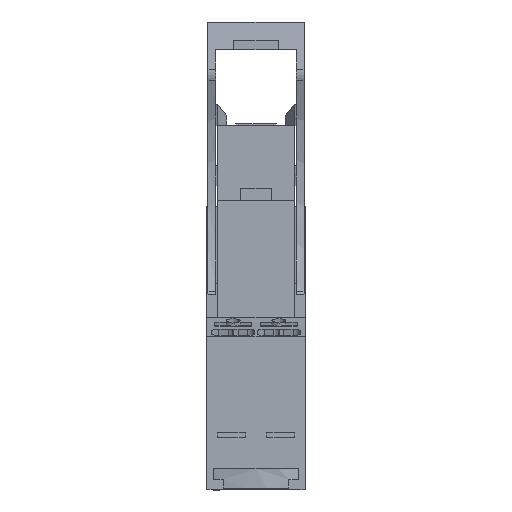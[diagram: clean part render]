
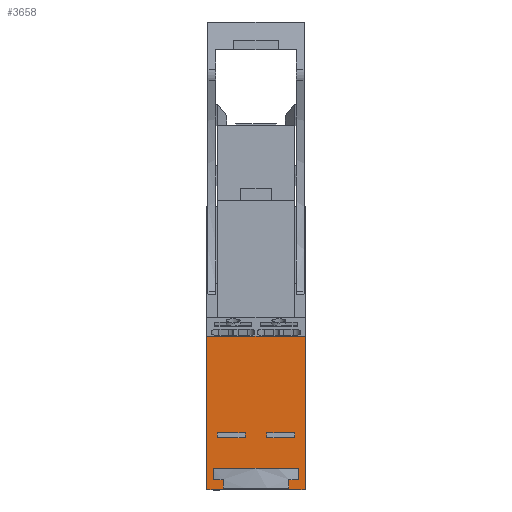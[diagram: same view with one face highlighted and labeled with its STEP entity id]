
A CAD part, front view. The second image highlights one B-rep face of the part: STEP entity #3658.
In plain terms, the highlighted planar face has unit normal (0, -1, 0).
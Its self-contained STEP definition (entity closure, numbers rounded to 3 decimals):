
#3474=AXIS2_PLACEMENT_3D('Plane Axis2P3D',#3471,#3472,#3473) ;
#892=CARTESIAN_POINT('Vertex',(0.,3.965,0.)) ;
#895=CARTESIAN_POINT('Line Origine',(0.,3.965,12.45)) ;
#899=CARTESIAN_POINT('Vertex',(0.,3.965,24.9)) ;
#3455=CARTESIAN_POINT('Vertex',(2.653,3.965,0.)) ;
#3458=CARTESIAN_POINT('Line Origine',(1.326,3.965,0.)) ;
#3471=CARTESIAN_POINT('Axis2P3D Location',(-0.15,3.965,24.9)) ;
#3476=CARTESIAN_POINT('Line Origine',(14.85,3.965,2.6)) ;
#3480=CARTESIAN_POINT('Vertex',(14.85,3.965,1.7)) ;
#3482=CARTESIAN_POINT('Vertex',(14.85,3.965,3.5)) ;
#3485=CARTESIAN_POINT('Line Origine',(14.049,3.965,1.7)) ;
#3489=CARTESIAN_POINT('Vertex',(13.247,3.965,1.7)) ;
#3492=CARTESIAN_POINT('Line Origine',(13.247,3.965,1.)) ;
#3496=CARTESIAN_POINT('Vertex',(13.247,3.965,0.3)) ;
#3499=CARTESIAN_POINT('Line Origine',(13.247,3.965,0.15)) ;
#3503=CARTESIAN_POINT('Vertex',(13.247,3.965,0.)) ;
#3506=CARTESIAN_POINT('Line Origine',(14.574,3.965,0.)) ;
#3510=CARTESIAN_POINT('Vertex',(15.9,3.965,0.)) ;
#3513=CARTESIAN_POINT('Line Origine',(15.9,3.965,12.45)) ;
#3517=CARTESIAN_POINT('Vertex',(15.9,3.965,24.9)) ;
#3520=CARTESIAN_POINT('Line Origine',(7.95,3.965,24.9)) ;
#3525=CARTESIAN_POINT('Line Origine',(2.653,3.965,0.15)) ;
#3529=CARTESIAN_POINT('Vertex',(2.653,3.965,0.3)) ;
#3532=CARTESIAN_POINT('Line Origine',(2.653,3.965,1.)) ;
#3536=CARTESIAN_POINT('Vertex',(2.653,3.965,1.7)) ;
#3539=CARTESIAN_POINT('Line Origine',(1.851,3.965,1.7)) ;
#3543=CARTESIAN_POINT('Vertex',(1.05,3.965,1.7)) ;
#3546=CARTESIAN_POINT('Line Origine',(1.05,3.965,2.6)) ;
#3550=CARTESIAN_POINT('Vertex',(1.05,3.965,3.5)) ;
#3553=CARTESIAN_POINT('Line Origine',(2.49,3.965,3.5)) ;
#3557=CARTESIAN_POINT('Vertex',(3.931,3.965,3.5)) ;
#3560=CARTESIAN_POINT('Line Origine',(7.95,3.965,3.5)) ;
#3564=CARTESIAN_POINT('Vertex',(11.969,3.965,3.5)) ;
#3567=CARTESIAN_POINT('Line Origine',(13.41,3.965,3.5)) ;
#3590=CARTESIAN_POINT('Line Origine',(11.95,3.965,9.3)) ;
#3594=CARTESIAN_POINT('Vertex',(14.2,3.965,9.3)) ;
#3596=CARTESIAN_POINT('Vertex',(9.7,3.965,9.3)) ;
#3599=CARTESIAN_POINT('Line Origine',(14.2,3.965,8.9)) ;
#3603=CARTESIAN_POINT('Vertex',(14.2,3.965,8.5)) ;
#3606=CARTESIAN_POINT('Line Origine',(11.95,3.965,8.5)) ;
#3610=CARTESIAN_POINT('Vertex',(9.7,3.965,8.5)) ;
#3613=CARTESIAN_POINT('Line Origine',(9.7,3.965,8.9)) ;
#3624=CARTESIAN_POINT('Line Origine',(1.7,3.965,8.9)) ;
#3628=CARTESIAN_POINT('Vertex',(1.7,3.965,9.3)) ;
#3630=CARTESIAN_POINT('Vertex',(1.7,3.965,8.5)) ;
#3633=CARTESIAN_POINT('Line Origine',(3.95,3.965,9.3)) ;
#3637=CARTESIAN_POINT('Vertex',(6.2,3.965,9.3)) ;
#3640=CARTESIAN_POINT('Line Origine',(6.2,3.965,8.9)) ;
#3644=CARTESIAN_POINT('Vertex',(6.2,3.965,8.5)) ;
#3647=CARTESIAN_POINT('Line Origine',(3.95,3.965,8.5)) ;
#896=DIRECTION('Vector Direction',(0.,0.,-1.)) ;
#3459=DIRECTION('Vector Direction',(1.,0.,0.)) ;
#3472=DIRECTION('Axis2P3D Direction',(0.,-1.,0.)) ;
#3473=DIRECTION('Axis2P3D XDirection',(0.,0.,-1.)) ;
#3477=DIRECTION('Vector Direction',(0.,0.,-1.)) ;
#3486=DIRECTION('Vector Direction',(-1.,0.,0.)) ;
#3493=DIRECTION('Vector Direction',(0.,0.,-1.)) ;
#3500=DIRECTION('Vector Direction',(0.,0.,-1.)) ;
#3507=DIRECTION('Vector Direction',(1.,0.,0.)) ;
#3514=DIRECTION('Vector Direction',(0.,0.,-1.)) ;
#3521=DIRECTION('Vector Direction',(1.,0.,0.)) ;
#3526=DIRECTION('Vector Direction',(0.,0.,1.)) ;
#3533=DIRECTION('Vector Direction',(0.,0.,1.)) ;
#3540=DIRECTION('Vector Direction',(-1.,0.,0.)) ;
#3547=DIRECTION('Vector Direction',(0.,0.,1.)) ;
#3554=DIRECTION('Vector Direction',(1.,0.,0.)) ;
#3561=DIRECTION('Vector Direction',(1.,0.,0.)) ;
#3568=DIRECTION('Vector Direction',(1.,0.,0.)) ;
#3591=DIRECTION('Vector Direction',(-1.,0.,0.)) ;
#3600=DIRECTION('Vector Direction',(0.,0.,1.)) ;
#3607=DIRECTION('Vector Direction',(1.,0.,0.)) ;
#3614=DIRECTION('Vector Direction',(0.,0.,-1.)) ;
#3625=DIRECTION('Vector Direction',(0.,0.,1.)) ;
#3634=DIRECTION('Vector Direction',(-1.,0.,0.)) ;
#3641=DIRECTION('Vector Direction',(0.,0.,-1.)) ;
#3648=DIRECTION('Vector Direction',(1.,0.,0.)) ;
#897=VECTOR('Line Direction',#896,1.) ;
#3460=VECTOR('Line Direction',#3459,1.) ;
#3478=VECTOR('Line Direction',#3477,1.) ;
#3487=VECTOR('Line Direction',#3486,1.) ;
#3494=VECTOR('Line Direction',#3493,1.) ;
#3501=VECTOR('Line Direction',#3500,1.) ;
#3508=VECTOR('Line Direction',#3507,1.) ;
#3515=VECTOR('Line Direction',#3514,1.) ;
#3522=VECTOR('Line Direction',#3521,1.) ;
#3527=VECTOR('Line Direction',#3526,1.) ;
#3534=VECTOR('Line Direction',#3533,1.) ;
#3541=VECTOR('Line Direction',#3540,1.) ;
#3548=VECTOR('Line Direction',#3547,1.) ;
#3555=VECTOR('Line Direction',#3554,1.) ;
#3562=VECTOR('Line Direction',#3561,1.) ;
#3569=VECTOR('Line Direction',#3568,1.) ;
#3592=VECTOR('Line Direction',#3591,1.) ;
#3601=VECTOR('Line Direction',#3600,1.) ;
#3608=VECTOR('Line Direction',#3607,1.) ;
#3615=VECTOR('Line Direction',#3614,1.) ;
#3626=VECTOR('Line Direction',#3625,1.) ;
#3635=VECTOR('Line Direction',#3634,1.) ;
#3642=VECTOR('Line Direction',#3641,1.) ;
#3649=VECTOR('Line Direction',#3648,1.) ;
#3573=ORIENTED_EDGE('',*,*,#3484,.F.) ;
#3574=ORIENTED_EDGE('',*,*,#3491,.F.) ;
#3575=ORIENTED_EDGE('',*,*,#3498,.F.) ;
#3576=ORIENTED_EDGE('',*,*,#3505,.F.) ;
#3577=ORIENTED_EDGE('',*,*,#3512,.T.) ;
#3578=ORIENTED_EDGE('',*,*,#3519,.F.) ;
#3579=ORIENTED_EDGE('',*,*,#3524,.F.) ;
#3580=ORIENTED_EDGE('',*,*,#901,.T.) ;
#3581=ORIENTED_EDGE('',*,*,#3462,.T.) ;
#3582=ORIENTED_EDGE('',*,*,#3531,.F.) ;
#3583=ORIENTED_EDGE('',*,*,#3538,.F.) ;
#3584=ORIENTED_EDGE('',*,*,#3545,.F.) ;
#3585=ORIENTED_EDGE('',*,*,#3552,.F.) ;
#3586=ORIENTED_EDGE('',*,*,#3559,.T.) ;
#3587=ORIENTED_EDGE('',*,*,#3566,.T.) ;
#3588=ORIENTED_EDGE('',*,*,#3571,.T.) ;
#3619=ORIENTED_EDGE('',*,*,#3598,.F.) ;
#3620=ORIENTED_EDGE('',*,*,#3605,.F.) ;
#3621=ORIENTED_EDGE('',*,*,#3612,.F.) ;
#3622=ORIENTED_EDGE('',*,*,#3617,.F.) ;
#3653=ORIENTED_EDGE('',*,*,#3632,.F.) ;
#3654=ORIENTED_EDGE('',*,*,#3639,.F.) ;
#3655=ORIENTED_EDGE('',*,*,#3646,.F.) ;
#3656=ORIENTED_EDGE('',*,*,#3651,.F.) ;
#3623=FACE_BOUND('',#3618,.T.) ;
#3657=FACE_BOUND('',#3652,.T.) ;
#3658=ADVANCED_FACE('KIT',(#3589,#3623,#3657),#3475,.T.) ;
#901=EDGE_CURVE('',#900,#893,#898,.T.) ;
#3462=EDGE_CURVE('',#893,#3456,#3461,.T.) ;
#3484=EDGE_CURVE('',#3481,#3483,#3479,.F.) ;
#3491=EDGE_CURVE('',#3490,#3481,#3488,.F.) ;
#3498=EDGE_CURVE('',#3497,#3490,#3495,.F.) ;
#3505=EDGE_CURVE('',#3504,#3497,#3502,.F.) ;
#3512=EDGE_CURVE('',#3504,#3511,#3509,.T.) ;
#3519=EDGE_CURVE('',#3518,#3511,#3516,.T.) ;
#3524=EDGE_CURVE('',#900,#3518,#3523,.T.) ;
#3531=EDGE_CURVE('',#3530,#3456,#3528,.F.) ;
#3538=EDGE_CURVE('',#3537,#3530,#3535,.F.) ;
#3545=EDGE_CURVE('',#3544,#3537,#3542,.F.) ;
#3552=EDGE_CURVE('',#3551,#3544,#3549,.F.) ;
#3559=EDGE_CURVE('',#3551,#3558,#3556,.T.) ;
#3566=EDGE_CURVE('',#3558,#3565,#3563,.T.) ;
#3571=EDGE_CURVE('',#3565,#3483,#3570,.T.) ;
#3598=EDGE_CURVE('',#3595,#3597,#3593,.T.) ;
#3605=EDGE_CURVE('',#3604,#3595,#3602,.T.) ;
#3612=EDGE_CURVE('',#3611,#3604,#3609,.T.) ;
#3617=EDGE_CURVE('',#3597,#3611,#3616,.T.) ;
#3632=EDGE_CURVE('',#3629,#3631,#3627,.F.) ;
#3639=EDGE_CURVE('',#3638,#3629,#3636,.T.) ;
#3646=EDGE_CURVE('',#3645,#3638,#3643,.F.) ;
#3651=EDGE_CURVE('',#3631,#3645,#3650,.T.) ;
#3572=EDGE_LOOP('',(#3573,#3574,#3575,#3576,#3577,#3578,#3579,#3580,#3581,#3582,#3583,#3584,#3585,#3586,#3587,#3588)) ;
#3618=EDGE_LOOP('',(#3619,#3620,#3621,#3622)) ;
#3652=EDGE_LOOP('',(#3653,#3654,#3655,#3656)) ;
#3589=FACE_OUTER_BOUND('',#3572,.T.) ;
#898=LINE('Line',#895,#897) ;
#3461=LINE('Line',#3458,#3460) ;
#3479=LINE('Line',#3476,#3478) ;
#3488=LINE('Line',#3485,#3487) ;
#3495=LINE('Line',#3492,#3494) ;
#3502=LINE('Line',#3499,#3501) ;
#3509=LINE('Line',#3506,#3508) ;
#3516=LINE('Line',#3513,#3515) ;
#3523=LINE('Line',#3520,#3522) ;
#3528=LINE('Line',#3525,#3527) ;
#3535=LINE('Line',#3532,#3534) ;
#3542=LINE('Line',#3539,#3541) ;
#3549=LINE('Line',#3546,#3548) ;
#3556=LINE('Line',#3553,#3555) ;
#3563=LINE('Line',#3560,#3562) ;
#3570=LINE('Line',#3567,#3569) ;
#3593=LINE('Line',#3590,#3592) ;
#3602=LINE('Line',#3599,#3601) ;
#3609=LINE('Line',#3606,#3608) ;
#3616=LINE('Line',#3613,#3615) ;
#3627=LINE('Line',#3624,#3626) ;
#3636=LINE('Line',#3633,#3635) ;
#3643=LINE('Line',#3640,#3642) ;
#3650=LINE('Line',#3647,#3649) ;
#3475=PLANE('',#3474) ;
#893=VERTEX_POINT('',#892) ;
#900=VERTEX_POINT('',#899) ;
#3456=VERTEX_POINT('',#3455) ;
#3481=VERTEX_POINT('',#3480) ;
#3483=VERTEX_POINT('',#3482) ;
#3490=VERTEX_POINT('',#3489) ;
#3497=VERTEX_POINT('',#3496) ;
#3504=VERTEX_POINT('',#3503) ;
#3511=VERTEX_POINT('',#3510) ;
#3518=VERTEX_POINT('',#3517) ;
#3530=VERTEX_POINT('',#3529) ;
#3537=VERTEX_POINT('',#3536) ;
#3544=VERTEX_POINT('',#3543) ;
#3551=VERTEX_POINT('',#3550) ;
#3558=VERTEX_POINT('',#3557) ;
#3565=VERTEX_POINT('',#3564) ;
#3595=VERTEX_POINT('',#3594) ;
#3597=VERTEX_POINT('',#3596) ;
#3604=VERTEX_POINT('',#3603) ;
#3611=VERTEX_POINT('',#3610) ;
#3629=VERTEX_POINT('',#3628) ;
#3631=VERTEX_POINT('',#3630) ;
#3638=VERTEX_POINT('',#3637) ;
#3645=VERTEX_POINT('',#3644) ;
